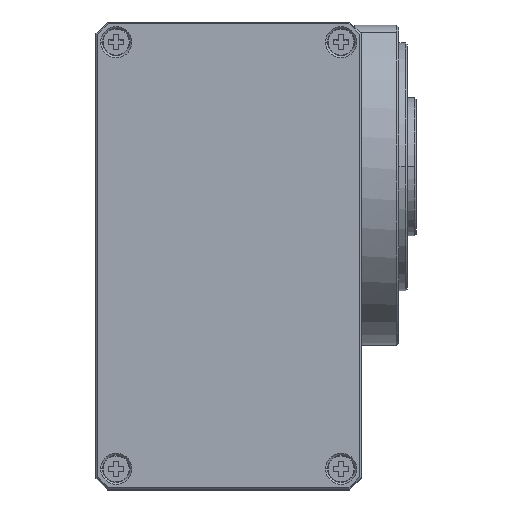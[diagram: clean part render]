
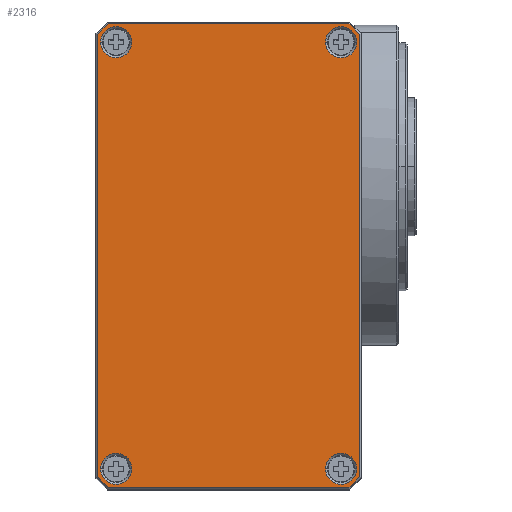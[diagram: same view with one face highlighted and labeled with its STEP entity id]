
A CAD part, top view. The second image highlights one B-rep face of the part: STEP entity #2316.
In plain terms, the highlighted planar face has unit normal (0, 0, 1).
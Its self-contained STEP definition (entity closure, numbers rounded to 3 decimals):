
#235 = AXIS2_PLACEMENT_3D ( 'NONE', #11784, #9599, #11446 ) ;
#441 = AXIS2_PLACEMENT_3D ( 'NONE', #17227, #27993, #22453 ) ;
#1252 = VERTEX_POINT ( 'NONE', #24185 ) ;
#1262 = CARTESIAN_POINT ( 'NONE',  ( 16.8, -37., 1. ) ) ;
#1338 = AXIS2_PLACEMENT_3D ( 'NONE', #12930, #27939, #2180 ) ;
#1416 = DIRECTION ( 'NONE',  ( 0.707, -0.707, 0. ) ) ;
#1756 = CARTESIAN_POINT ( 'NONE',  ( -20.876, 40.2, 1. ) ) ;
#1875 = CARTESIAN_POINT ( 'NONE',  ( -22.2, 37., 1. ) ) ;
#1887 = CIRCLE ( 'NONE', #235, 2.7 ) ;
#1899 = CARTESIAN_POINT ( 'NONE',  ( 0., 0., 1. ) ) ;
#2104 = CARTESIAN_POINT ( 'NONE',  ( 22.7, 38.376, 1. ) ) ;
#2180 = DIRECTION ( 'NONE',  ( 1., 0., 0. ) ) ;
#2251 = EDGE_CURVE ( 'NONE', #23821, #13654, #15013, .T. ) ;
#2316 = ADVANCED_FACE ( 'NONE', ( #12007, #22286, #32558, #6958, #9494 ), #24978, .T. ) ;
#2551 = EDGE_CURVE ( 'NONE', #13654, #23821, #9584, .T. ) ;
#2688 = AXIS2_PLACEMENT_3D ( 'NONE', #16877, #25139, #14358 ) ;
#3212 = CIRCLE ( 'NONE', #2688, 2.7 ) ;
#3481 = CARTESIAN_POINT ( 'NONE',  ( 21., -40.2, 1. ) ) ;
#3591 = EDGE_LOOP ( 'NONE', ( #3926, #21869 ) ) ;
#3640 = AXIS2_PLACEMENT_3D ( 'NONE', #1899, #16010, #15693 ) ;
#3926 = ORIENTED_EDGE ( 'NONE', *, *, #2251, .F. ) ;
#4057 = VECTOR ( 'NONE', #10725, 1000. ) ;
#4149 = VERTEX_POINT ( 'NONE', #20863 ) ;
#4679 = VERTEX_POINT ( 'NONE', #1262 ) ;
#5170 = ORIENTED_EDGE ( 'NONE', *, *, #10214, .F. ) ;
#5403 = VERTEX_POINT ( 'NONE', #33226 ) ;
#5565 = ORIENTED_EDGE ( 'NONE', *, *, #23998, .F. ) ;
#5849 = LINE ( 'NONE', #3481, #4057 ) ;
#5941 = LINE ( 'NONE', #16207, #9126 ) ;
#6118 = VERTEX_POINT ( 'NONE', #1756 ) ;
#6795 = ORIENTED_EDGE ( 'NONE', *, *, #12876, .F. ) ;
#6958 = FACE_BOUND ( 'NONE', #28463, .T. ) ;
#7095 = CARTESIAN_POINT ( 'NONE',  ( -21., 40.2, 1. ) ) ;
#7399 = DIRECTION ( 'NONE',  ( 1., 0., 0. ) ) ;
#7965 = EDGE_CURVE ( 'NONE', #1252, #20648, #1887, .T. ) ;
#8032 = EDGE_CURVE ( 'NONE', #27544, #4679, #19091, .T. ) ;
#8117 = EDGE_CURVE ( 'NONE', #24524, #19386, #5849, .T. ) ;
#8519 = AXIS2_PLACEMENT_3D ( 'NONE', #24273, #19214, #19038 ) ;
#8718 = ORIENTED_EDGE ( 'NONE', *, *, #7965, .F. ) ;
#8825 = DIRECTION ( 'NONE',  ( 0., -1., 0. ) ) ;
#9072 = VECTOR ( 'NONE', #8825, 1000. ) ;
#9126 = VECTOR ( 'NONE', #26467, 1000. ) ;
#9189 = DIRECTION ( 'NONE',  ( 0., 0., 1. ) ) ;
#9494 = FACE_BOUND ( 'NONE', #12005, .T. ) ;
#9496 = ORIENTED_EDGE ( 'NONE', *, *, #8032, .F. ) ;
#9584 = CIRCLE ( 'NONE', #8519, 2.7 ) ;
#9599 = DIRECTION ( 'NONE',  ( 0., 0., 1. ) ) ;
#9925 = CARTESIAN_POINT ( 'NONE',  ( 30.538, -30.538, 1. ) ) ;
#10118 = AXIS2_PLACEMENT_3D ( 'NONE', #28743, #10258, #13259 ) ;
#10214 = EDGE_CURVE ( 'NONE', #29529, #4149, #22628, .T. ) ;
#10258 = DIRECTION ( 'NONE',  ( 0., 0., 1. ) ) ;
#10624 = CIRCLE ( 'NONE', #10118, 2.7 ) ;
#10725 = DIRECTION ( 'NONE',  ( 1., 0., 0. ) ) ;
#11342 = LINE ( 'NONE', #29179, #9072 ) ;
#11446 = DIRECTION ( 'NONE',  ( 1., 0., 0. ) ) ;
#11784 = CARTESIAN_POINT ( 'NONE',  ( 19.5, 37., 1. ) ) ;
#12005 = EDGE_LOOP ( 'NONE', ( #8718, #17882 ) ) ;
#12007 = FACE_OUTER_BOUND ( 'NONE', #25255, .T. ) ;
#12015 = VERTEX_POINT ( 'NONE', #20321 ) ;
#12123 = DIRECTION ( 'NONE',  ( 0., 0., 1. ) ) ;
#12616 = CARTESIAN_POINT ( 'NONE',  ( 20.876, -40.2, 1. ) ) ;
#12876 = EDGE_CURVE ( 'NONE', #4149, #29529, #3212, .T. ) ;
#12930 = CARTESIAN_POINT ( 'NONE',  ( 19.5, -37., 1. ) ) ;
#13259 = DIRECTION ( 'NONE',  ( 1., 0., 0. ) ) ;
#13495 = VECTOR ( 'NONE', #1416, 1000. ) ;
#13654 = VERTEX_POINT ( 'NONE', #28975 ) ;
#13683 = ORIENTED_EDGE ( 'NONE', *, *, #8117, .T. ) ;
#14224 = LINE ( 'NONE', #32590, #13495 ) ;
#14358 = DIRECTION ( 'NONE',  ( 1., 0., 0. ) ) ;
#14468 = LINE ( 'NONE', #14647, #21190 ) ;
#14521 = CARTESIAN_POINT ( 'NONE',  ( -22.7, 38.376, 1. ) ) ;
#14647 = CARTESIAN_POINT ( 'NONE',  ( 30.538, 30.538, 1. ) ) ;
#15013 = CIRCLE ( 'NONE', #441, 2.7 ) ;
#15341 = VECTOR ( 'NONE', #32542, 1000. ) ;
#15693 = DIRECTION ( 'NONE',  ( 1., 0., 0. ) ) ;
#15706 = ORIENTED_EDGE ( 'NONE', *, *, #18570, .T. ) ;
#16010 = DIRECTION ( 'NONE',  ( 0., 0., 1. ) ) ;
#16207 = CARTESIAN_POINT ( 'NONE',  ( 22.7, 38.5, 1. ) ) ;
#16877 = CARTESIAN_POINT ( 'NONE',  ( -19.5, 37., 1. ) ) ;
#16904 = CARTESIAN_POINT ( 'NONE',  ( -20.876, -40.2, 1. ) ) ;
#17227 = CARTESIAN_POINT ( 'NONE',  ( -19.5, -37., 1. ) ) ;
#17353 = DIRECTION ( 'NONE',  ( -1., 0., 0. ) ) ;
#17872 = EDGE_CURVE ( 'NONE', #5403, #20210, #5941, .T. ) ;
#17882 = ORIENTED_EDGE ( 'NONE', *, *, #28616, .F. ) ;
#18570 = EDGE_CURVE ( 'NONE', #19386, #5403, #20044, .T. ) ;
#18834 = VECTOR ( 'NONE', #30291, 1000. ) ;
#19038 = DIRECTION ( 'NONE',  ( 1., 0., 0. ) ) ;
#19091 = CIRCLE ( 'NONE', #1338, 2.7 ) ;
#19214 = DIRECTION ( 'NONE',  ( 0., 0., 1. ) ) ;
#19386 = VERTEX_POINT ( 'NONE', #12616 ) ;
#19451 = DIRECTION ( 'NONE',  ( 1., 0., 0. ) ) ;
#19536 = CARTESIAN_POINT ( 'NONE',  ( -19.5, 37., 1. ) ) ;
#20009 = ORIENTED_EDGE ( 'NONE', *, *, #17872, .T. ) ;
#20044 = LINE ( 'NONE', #9925, #18834 ) ;
#20210 = VERTEX_POINT ( 'NONE', #2104 ) ;
#20321 = CARTESIAN_POINT ( 'NONE',  ( 20.876, 40.2, 1. ) ) ;
#20648 = VERTEX_POINT ( 'NONE', #31419 ) ;
#20863 = CARTESIAN_POINT ( 'NONE',  ( -16.8, 37., 1. ) ) ;
#21190 = VECTOR ( 'NONE', #24750, 1000. ) ;
#21199 = CARTESIAN_POINT ( 'NONE',  ( 22.2, -37., 1. ) ) ;
#21547 = ORIENTED_EDGE ( 'NONE', *, *, #30127, .T. ) ;
#21869 = ORIENTED_EDGE ( 'NONE', *, *, #2551, .F. ) ;
#22261 = EDGE_CURVE ( 'NONE', #6118, #22287, #27641, .T. ) ;
#22273 = CARTESIAN_POINT ( 'NONE',  ( -30.538, 30.538, 1. ) ) ;
#22286 = FACE_BOUND ( 'NONE', #31598, .T. ) ;
#22287 = VERTEX_POINT ( 'NONE', #14521 ) ;
#22381 = ORIENTED_EDGE ( 'NONE', *, *, #26397, .T. ) ;
#22453 = DIRECTION ( 'NONE',  ( 1., 0., 0. ) ) ;
#22628 = CIRCLE ( 'NONE', #25807, 2.7 ) ;
#23463 = EDGE_CURVE ( 'NONE', #25809, #24524, #14224, .T. ) ;
#23821 = VERTEX_POINT ( 'NONE', #26985 ) ;
#23998 = EDGE_CURVE ( 'NONE', #4679, #27544, #10624, .T. ) ;
#24185 = CARTESIAN_POINT ( 'NONE',  ( 22.2, 37., 1. ) ) ;
#24273 = CARTESIAN_POINT ( 'NONE',  ( -19.5, -37., 1. ) ) ;
#24524 = VERTEX_POINT ( 'NONE', #16904 ) ;
#24622 = AXIS2_PLACEMENT_3D ( 'NONE', #32070, #9189, #19451 ) ;
#24639 = ORIENTED_EDGE ( 'NONE', *, *, #23463, .T. ) ;
#24750 = DIRECTION ( 'NONE',  ( -0.707, 0.707, 0. ) ) ;
#24978 = PLANE ( 'NONE',  #3640 ) ;
#25139 = DIRECTION ( 'NONE',  ( 0., 0., 1. ) ) ;
#25255 = EDGE_LOOP ( 'NONE', ( #22381, #25498, #25604, #24639, #13683, #15706, #20009, #21547 ) ) ;
#25498 = ORIENTED_EDGE ( 'NONE', *, *, #22261, .T. ) ;
#25552 = EDGE_CURVE ( 'NONE', #22287, #25809, #11342, .T. ) ;
#25604 = ORIENTED_EDGE ( 'NONE', *, *, #25552, .T. ) ;
#25807 = AXIS2_PLACEMENT_3D ( 'NONE', #19536, #12123, #7399 ) ;
#25809 = VERTEX_POINT ( 'NONE', #32055 ) ;
#26397 = EDGE_CURVE ( 'NONE', #12015, #6118, #32691, .T. ) ;
#26467 = DIRECTION ( 'NONE',  ( 0., 1., 0. ) ) ;
#26745 = CIRCLE ( 'NONE', #24622, 2.7 ) ;
#26985 = CARTESIAN_POINT ( 'NONE',  ( -16.8, -37., 1. ) ) ;
#27544 = VERTEX_POINT ( 'NONE', #21199 ) ;
#27641 = LINE ( 'NONE', #22273, #15341 ) ;
#27939 = DIRECTION ( 'NONE',  ( 0., 0., 1. ) ) ;
#27993 = DIRECTION ( 'NONE',  ( 0., 0., 1. ) ) ;
#28463 = EDGE_LOOP ( 'NONE', ( #9496, #5565 ) ) ;
#28616 = EDGE_CURVE ( 'NONE', #20648, #1252, #26745, .T. ) ;
#28743 = CARTESIAN_POINT ( 'NONE',  ( 19.5, -37., 1. ) ) ;
#28975 = CARTESIAN_POINT ( 'NONE',  ( -22.2, -37., 1. ) ) ;
#29179 = CARTESIAN_POINT ( 'NONE',  ( -22.7, -38.5, 1. ) ) ;
#29529 = VERTEX_POINT ( 'NONE', #1875 ) ;
#30127 = EDGE_CURVE ( 'NONE', #20210, #12015, #14468, .T. ) ;
#30291 = DIRECTION ( 'NONE',  ( 0.707, 0.707, 0. ) ) ;
#31419 = CARTESIAN_POINT ( 'NONE',  ( 16.8, 37., 1. ) ) ;
#31598 = EDGE_LOOP ( 'NONE', ( #6795, #5170 ) ) ;
#32055 = CARTESIAN_POINT ( 'NONE',  ( -22.7, -38.376, 1. ) ) ;
#32070 = CARTESIAN_POINT ( 'NONE',  ( 19.5, 37., 1. ) ) ;
#32542 = DIRECTION ( 'NONE',  ( -0.707, -0.707, 0. ) ) ;
#32558 = FACE_BOUND ( 'NONE', #3591, .T. ) ;
#32590 = CARTESIAN_POINT ( 'NONE',  ( -30.538, -30.538, 1. ) ) ;
#32691 = LINE ( 'NONE', #7095, #32774 ) ;
#32774 = VECTOR ( 'NONE', #17353, 1000. ) ;
#33226 = CARTESIAN_POINT ( 'NONE',  ( 22.7, -38.376, 1. ) ) ;
